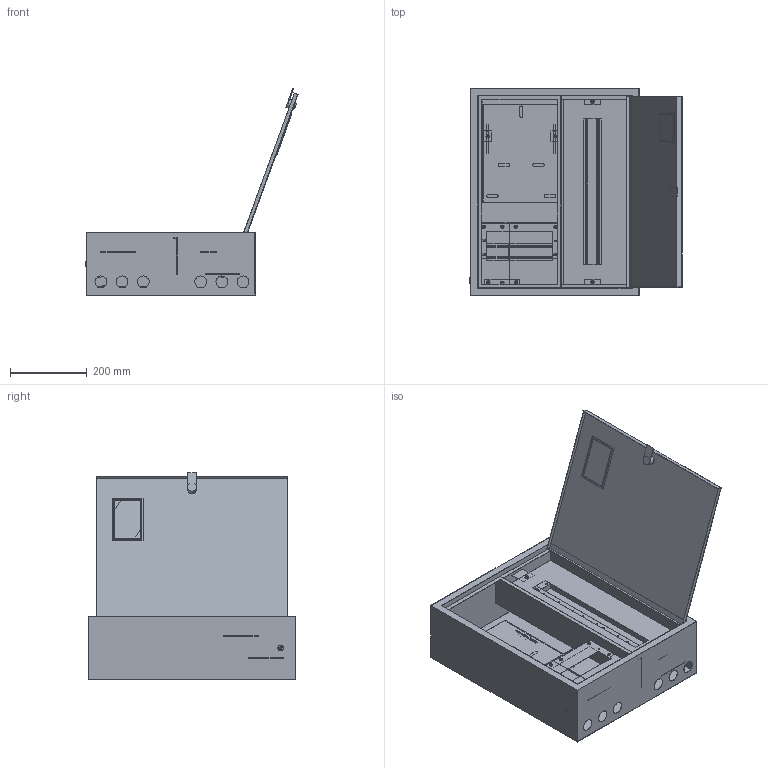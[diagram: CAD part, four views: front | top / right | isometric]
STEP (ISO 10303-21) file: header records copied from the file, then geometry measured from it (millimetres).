
FILE_DESCRIPTION (( 'STEP AP214' ), '1' );
FILE_NAME ('ShURN_3-30-1_1_IP31.STEP', '2016-12-07T06:54:34', ( 'user' ), ( '' ), 'SwSTEP 2.0', 'SolidWorks 2014', '' );
FILE_SCHEMA (( 'AUTOMOTIVE_DESIGN' ));
Length unit declared in the file: millimetre
Products named in the file (13): Panel_D_-00; DIN-Reika_1; Reika_P_702.002-03; Panel_Prav; DIN-Reika_5; Panel_Lev; Panel; Reika_L_702.002-03; SC GOST 17473_gost_‚¨­â A.M5x10 ƒŽ‘’ 17473-80; ShURN_3-30-1_1_IP31; Obolochka_SHURN_3_30-1; STEKLO_IEK; Dver_SHURN_3_18
Assembly tree (29 placements, depth 2):
  ShURN_3-30-1_1_IP31
    Obolochka_SHURN_3_30-1
    Dver_SHURN_3_18
    DIN-Reika_1
    Panel
    SC GOST 17473_gost_‚¨­â A.M5x10 ƒŽ‘’ 17473-80  x18
    Panel_Lev
    Panel_Prav
    STEKLO_IEK
    DIN-Reika_5
    Panel_D_-00
    Reika_L_702.002-03
    Reika_P_702.002-03
Bounding box: 552.25 x 540 x 538.3 mm (x, y, z)
Volume: 1164907.6 mm3; surface area: 2327927.1 mm2
Topology: 30 solids, 30 shells, 700 faces, 1743 edges, 1136 vertices
Faces by surface type: plane 428, cylinder 232, sphere 36, cone 4
Entity records: 17927 total; most frequent: DIRECTION 3007, CARTESIAN_POINT 2948, ORIENTED_EDGE 2874, EDGE_CURVE 1437, VECTOR 1025, LINE 1025, AXIS2_PLACEMENT_3D 991, VERTEX_POINT 932
